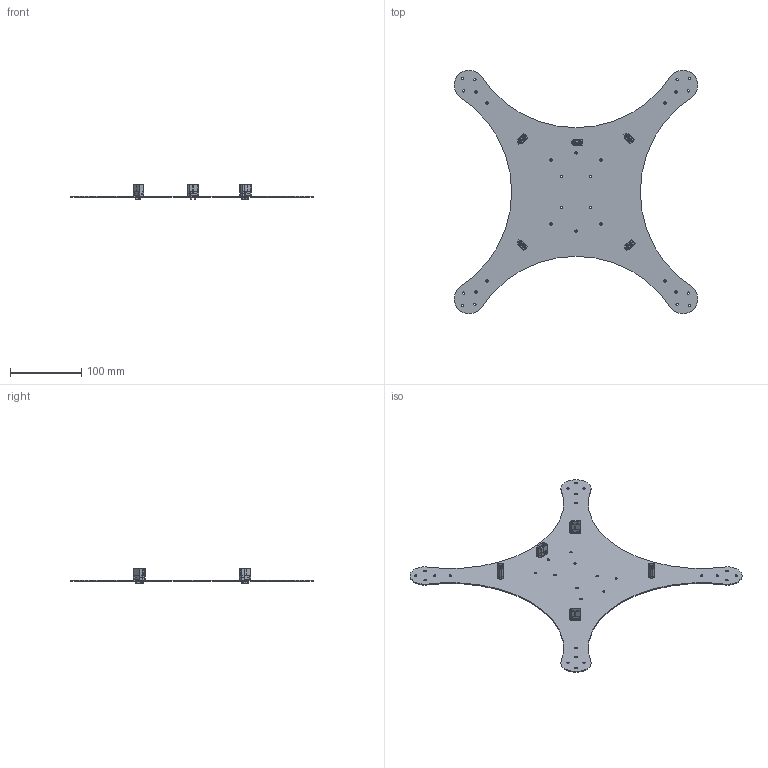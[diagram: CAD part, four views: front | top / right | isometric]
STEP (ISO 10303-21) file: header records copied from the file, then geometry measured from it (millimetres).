
FILE_DESCRIPTION(('KiCad electronic assembly'),'2;1');
FILE_NAME('NuBiHo_Frame_V3.step','2025-06-10T09:19:58',('Pcbnew'),( 'Kicad'),'Open CASCADE STEP processor 7.8','KiCad to STEP converter' ,'Unknown');
FILE_SCHEMA(('AUTOMOTIVE_DESIGN { 1 0 10303 214 1 1 1 1 }'));
Length unit declared in the file: millimetre
Products named in the file (3): NuBiHo_Frame_V3 1; AMASS_XT60-M_1x02_P7.2mm_Vertical; NuBiHo_Frame_PCB
Assembly tree (6 placements, depth 2):
  NuBiHo_Frame_V3 1
    AMASS_XT60-M_1x02_P7.2mm_Vertical  x5
    NuBiHo_Frame_PCB
Bounding box: 342.26 x 342.26 x 20.5 mm (x, y, z)
Volume: 84892.3 mm3; surface area: 119921.6 mm2
Topology: 16 solids, 16 shells, 665 faces, 1764 edges, 1156 vertices
Faces by surface type: plane 437, cylinder 168, bspline 40, cone 20
Full cylindrical faces by diameter (mm): 3 x10, 3.2 x30, 4.3 x20, 4.5 x10, 6 x10
Entity records: 5879 total; most frequent: CARTESIAN_POINT 1160, DIRECTION 968, ORIENTED_EDGE 928, EDGE_CURVE 464, AXIS2_PLACEMENT_3D 348, VERTEX_POINT 308, LINE 272, VECTOR 272
